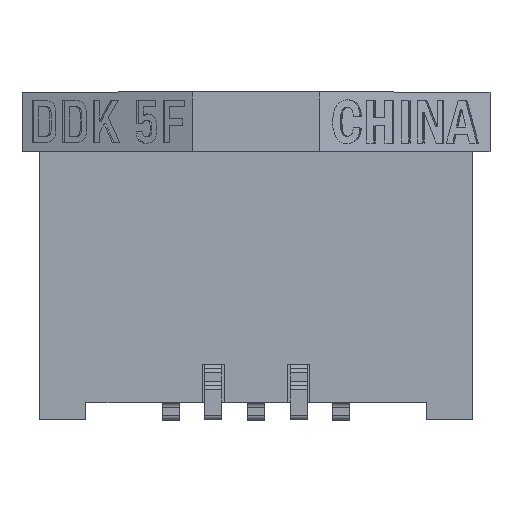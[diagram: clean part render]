
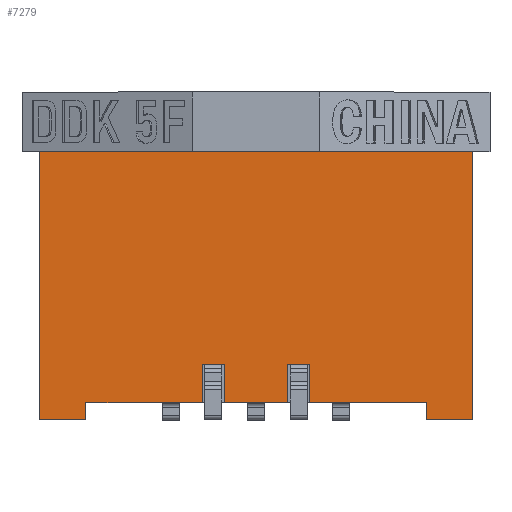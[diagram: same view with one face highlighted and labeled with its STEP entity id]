
A CAD part, top view. The second image highlights one B-rep face of the part: STEP entity #7279.
In plain terms, the highlighted planar face has unit normal (0, 0, 1).
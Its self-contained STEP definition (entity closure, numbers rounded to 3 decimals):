
#259=PLANE('',#7729);
#575=FACE_OUTER_BOUND('',#942,.T.);
#942=EDGE_LOOP('',(#5799,#5800,#5801,#5802,#5803,#5804,#5805,#5806,#5807,
#5808,#5809,#5810,#5811,#5812,#5813,#5814));
#1226=LINE('',#9896,#2176);
#1252=LINE('',#9952,#2202);
#1280=LINE('',#10020,#2230);
#1380=LINE('',#10236,#2330);
#1395=LINE('',#10266,#2345);
#1411=LINE('',#10290,#2361);
#1442=LINE('',#10346,#2392);
#1524=LINE('',#10517,#2474);
#1526=LINE('',#10521,#2476);
#1528=LINE('',#10525,#2478);
#1573=LINE('',#10617,#2523);
#1578=LINE('',#10626,#2528);
#1580=LINE('',#10630,#2530);
#1591=LINE('',#10648,#2541);
#1592=LINE('',#10649,#2542);
#1593=LINE('',#10650,#2543);
#2176=VECTOR('',#8066,10.);
#2202=VECTOR('',#8100,10.);
#2230=VECTOR('',#8148,10.);
#2330=VECTOR('',#8304,10.);
#2345=VECTOR('',#8329,10.);
#2361=VECTOR('',#8361,10.);
#2392=VECTOR('',#8430,10.);
#2474=VECTOR('',#8582,10.);
#2476=VECTOR('',#8586,10.);
#2478=VECTOR('',#8590,10.);
#2523=VECTOR('',#8669,10.);
#2528=VECTOR('',#8678,10.);
#2530=VECTOR('',#8684,10.);
#2541=VECTOR('',#8705,10.);
#2542=VECTOR('',#8706,10.);
#2543=VECTOR('',#8707,10.);
#3203=VERTEX_POINT('',#9893);
#3204=VERTEX_POINT('',#9895);
#3229=VERTEX_POINT('',#9949);
#3230=VERTEX_POINT('',#9951);
#3259=VERTEX_POINT('',#10017);
#3260=VERTEX_POINT('',#10019);
#3347=VERTEX_POINT('',#10233);
#3348=VERTEX_POINT('',#10235);
#3358=VERTEX_POINT('',#10264);
#3364=VERTEX_POINT('',#10344);
#3418=VERTEX_POINT('',#10515);
#3419=VERTEX_POINT('',#10519);
#3420=VERTEX_POINT('',#10523);
#3449=VERTEX_POINT('',#10614);
#3450=VERTEX_POINT('',#10616);
#3452=VERTEX_POINT('',#10624);
#3923=EDGE_CURVE('',#3204,#3203,#1226,.T.);
#3951=EDGE_CURVE('',#3230,#3229,#1252,.T.);
#3985=EDGE_CURVE('',#3260,#3259,#1280,.T.);
#4097=EDGE_CURVE('',#3348,#3347,#1380,.T.);
#4113=EDGE_CURVE('',#3229,#3358,#1395,.T.);
#4129=EDGE_CURVE('',#3259,#3348,#1411,.T.);
#4160=EDGE_CURVE('',#3358,#3364,#1442,.T.);
#4242=EDGE_CURVE('',#3418,#3203,#1524,.T.);
#4244=EDGE_CURVE('',#3418,#3419,#1526,.T.);
#4246=EDGE_CURVE('',#3419,#3420,#1528,.T.);
#4291=EDGE_CURVE('',#3450,#3449,#1573,.T.);
#4296=EDGE_CURVE('',#3449,#3452,#1578,.T.);
#4298=EDGE_CURVE('',#3452,#3204,#1580,.T.);
#4309=EDGE_CURVE('',#3420,#3230,#1591,.T.);
#4310=EDGE_CURVE('',#3347,#3450,#1592,.T.);
#4311=EDGE_CURVE('',#3364,#3260,#1593,.T.);
#5799=ORIENTED_EDGE('',*,*,#4160,.T.);
#5800=ORIENTED_EDGE('',*,*,#4311,.T.);
#5801=ORIENTED_EDGE('',*,*,#3985,.T.);
#5802=ORIENTED_EDGE('',*,*,#4129,.T.);
#5803=ORIENTED_EDGE('',*,*,#4097,.T.);
#5804=ORIENTED_EDGE('',*,*,#4310,.T.);
#5805=ORIENTED_EDGE('',*,*,#4291,.T.);
#5806=ORIENTED_EDGE('',*,*,#4296,.T.);
#5807=ORIENTED_EDGE('',*,*,#4298,.T.);
#5808=ORIENTED_EDGE('',*,*,#3923,.T.);
#5809=ORIENTED_EDGE('',*,*,#4242,.F.);
#5810=ORIENTED_EDGE('',*,*,#4244,.T.);
#5811=ORIENTED_EDGE('',*,*,#4246,.T.);
#5812=ORIENTED_EDGE('',*,*,#4309,.T.);
#5813=ORIENTED_EDGE('',*,*,#3951,.T.);
#5814=ORIENTED_EDGE('',*,*,#4113,.T.);
#7279=ADVANCED_FACE('',(#575),#259,.T.);
#7729=AXIS2_PLACEMENT_3D('',#10654,#8713,#8714);
#8066=DIRECTION('',(-1.,0.,0.));
#8100=DIRECTION('',(0.,1.,0.));
#8148=DIRECTION('',(0.,1.,0.));
#8304=DIRECTION('',(0.,-1.,0.));
#8329=DIRECTION('',(1.,0.,0.));
#8361=DIRECTION('',(1.,0.,0.));
#8430=DIRECTION('',(0.,-1.,0.));
#8582=DIRECTION('',(0.,1.,0.));
#8586=DIRECTION('',(1.,0.,0.));
#8590=DIRECTION('',(0.,1.,0.));
#8669=DIRECTION('',(0.,-1.,0.));
#8678=DIRECTION('',(1.,0.,0.));
#8684=DIRECTION('',(0.,1.,0.));
#8705=DIRECTION('',(1.,0.,0.));
#8706=DIRECTION('',(1.,0.,0.));
#8707=DIRECTION('',(1.,0.,0.));
#8713=DIRECTION('center_axis',(0.,0.,1.));
#8714=DIRECTION('ref_axis',(1.,0.,0.));
#9893=CARTESIAN_POINT('',(-2.55,3.15,1.15));
#9895=CARTESIAN_POINT('',(2.55,3.15,1.15));
#9896=CARTESIAN_POINT('',(-1.275,3.15,1.15));
#9949=CARTESIAN_POINT('',(-0.625,0.65,1.15));
#9951=CARTESIAN_POINT('',(-0.625,0.2,1.15));
#9952=CARTESIAN_POINT('',(-0.625,0.1,1.15));
#10017=CARTESIAN_POINT('',(0.375,0.65,1.15));
#10019=CARTESIAN_POINT('',(0.375,0.2,1.15));
#10020=CARTESIAN_POINT('',(0.375,0.1,1.15));
#10233=CARTESIAN_POINT('',(0.625,0.2,1.15));
#10235=CARTESIAN_POINT('',(0.625,0.65,1.15));
#10236=CARTESIAN_POINT('',(0.625,0.1,1.15));
#10264=CARTESIAN_POINT('',(-0.375,0.65,1.15));
#10266=CARTESIAN_POINT('',(-1.525,0.65,1.15));
#10290=CARTESIAN_POINT('',(-1.025,0.65,1.15));
#10344=CARTESIAN_POINT('',(-0.375,0.2,1.15));
#10346=CARTESIAN_POINT('',(-0.375,0.1,1.15));
#10515=CARTESIAN_POINT('',(-2.55,0.,1.15));
#10517=CARTESIAN_POINT('',(-2.55,0.,1.15));
#10519=CARTESIAN_POINT('',(-2.,0.,1.15));
#10521=CARTESIAN_POINT('',(-2.55,0.,1.15));
#10523=CARTESIAN_POINT('',(-2.,0.2,1.15));
#10525=CARTESIAN_POINT('',(-2.,0.,1.15));
#10614=CARTESIAN_POINT('',(2.,0.,1.15));
#10616=CARTESIAN_POINT('',(2.,0.2,1.15));
#10617=CARTESIAN_POINT('',(2.,0.,1.15));
#10624=CARTESIAN_POINT('',(2.55,0.,1.15));
#10626=CARTESIAN_POINT('',(-2.55,0.,1.15));
#10630=CARTESIAN_POINT('',(2.55,0.,1.15));
#10648=CARTESIAN_POINT('',(-1.275,0.2,1.15));
#10649=CARTESIAN_POINT('',(-1.275,0.2,1.15));
#10650=CARTESIAN_POINT('',(-1.275,0.2,1.15));
#10654=CARTESIAN_POINT('Origin',(-2.55,0.,1.15));
